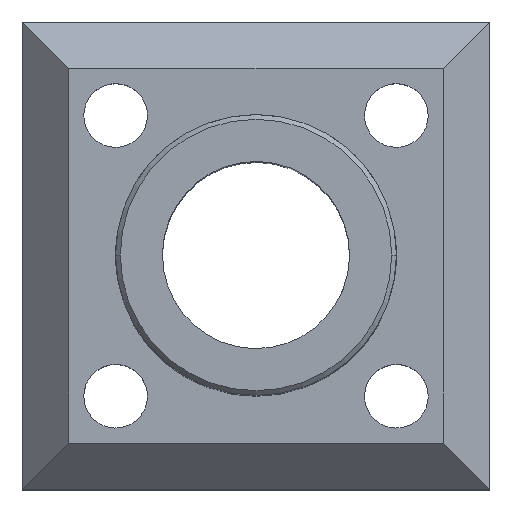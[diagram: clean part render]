
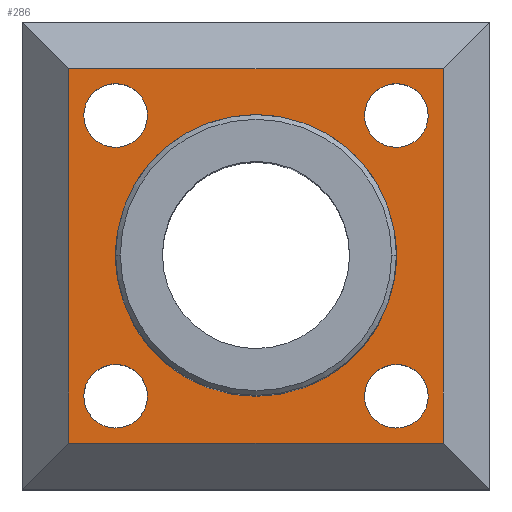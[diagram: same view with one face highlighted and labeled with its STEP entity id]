
A CAD part, top view. The second image highlights one B-rep face of the part: STEP entity #286.
In plain terms, the highlighted planar face has unit normal (0, 0, 1).
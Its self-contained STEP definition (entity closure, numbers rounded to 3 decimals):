
#157=CARTESIAN_POINT('Axis2P3D Location',(0.,0.,10.)) ;
#162=CARTESIAN_POINT('Line Origine',(20.,0.,10.)) ;
#166=CARTESIAN_POINT('Vertex',(20.,-20.,10.)) ;
#168=CARTESIAN_POINT('Vertex',(20.,20.,10.)) ;
#171=CARTESIAN_POINT('Line Origine',(0.,20.,10.)) ;
#175=CARTESIAN_POINT('Vertex',(-20.,20.,10.)) ;
#178=CARTESIAN_POINT('Line Origine',(-20.,0.,10.)) ;
#182=CARTESIAN_POINT('Vertex',(-20.,-20.,10.)) ;
#185=CARTESIAN_POINT('Line Origine',(0.,-20.,10.)) ;
#196=CARTESIAN_POINT('Axis2P3D Location',(15.,-15.,10.)) ;
#200=CARTESIAN_POINT('Vertex',(17.984,-13.37,10.)) ;
#202=CARTESIAN_POINT('Vertex',(12.016,-16.63,10.)) ;
#205=CARTESIAN_POINT('Axis2P3D Location',(15.,-15.,10.)) ;
#214=CARTESIAN_POINT('Axis2P3D Location',(0.,0.,10.)) ;
#218=CARTESIAN_POINT('Vertex',(15.,0.,10.)) ;
#220=CARTESIAN_POINT('Vertex',(-15.,0.,10.)) ;
#223=CARTESIAN_POINT('Axis2P3D Location',(0.,0.,10.)) ;
#232=CARTESIAN_POINT('Axis2P3D Location',(15.,15.,10.)) ;
#236=CARTESIAN_POINT('Vertex',(12.016,13.37,10.)) ;
#238=CARTESIAN_POINT('Vertex',(17.984,16.63,10.)) ;
#241=CARTESIAN_POINT('Axis2P3D Location',(15.,15.,10.)) ;
#250=CARTESIAN_POINT('Axis2P3D Location',(-15.,-15.,10.)) ;
#254=CARTESIAN_POINT('Vertex',(-17.984,-16.63,10.)) ;
#256=CARTESIAN_POINT('Vertex',(-12.016,-13.37,10.)) ;
#259=CARTESIAN_POINT('Axis2P3D Location',(-15.,-15.,10.)) ;
#268=CARTESIAN_POINT('Axis2P3D Location',(-15.,15.,10.)) ;
#272=CARTESIAN_POINT('Vertex',(-17.984,13.37,10.)) ;
#274=CARTESIAN_POINT('Vertex',(-12.016,16.63,10.)) ;
#277=CARTESIAN_POINT('Axis2P3D Location',(-15.,15.,10.)) ;
#158=DIRECTION('Axis2P3D Direction',(0.,0.,1.)) ;
#159=DIRECTION('Axis2P3D XDirection',(1.,0.,0.)) ;
#163=DIRECTION('Vector Direction',(0.,-1.,0.)) ;
#172=DIRECTION('Vector Direction',(-1.,0.,0.)) ;
#179=DIRECTION('Vector Direction',(0.,1.,0.)) ;
#186=DIRECTION('Vector Direction',(1.,0.,0.)) ;
#197=DIRECTION('Axis2P3D Direction',(0.,0.,1.)) ;
#206=DIRECTION('Axis2P3D Direction',(0.,0.,1.)) ;
#215=DIRECTION('Axis2P3D Direction',(0.,0.,1.)) ;
#224=DIRECTION('Axis2P3D Direction',(0.,0.,1.)) ;
#233=DIRECTION('Axis2P3D Direction',(0.,0.,1.)) ;
#242=DIRECTION('Axis2P3D Direction',(0.,0.,1.)) ;
#251=DIRECTION('Axis2P3D Direction',(0.,0.,1.)) ;
#260=DIRECTION('Axis2P3D Direction',(0.,0.,1.)) ;
#269=DIRECTION('Axis2P3D Direction',(0.,0.,1.)) ;
#278=DIRECTION('Axis2P3D Direction',(0.,0.,1.)) ;
#160=AXIS2_PLACEMENT_3D('Plane Axis2P3D',#157,#158,#159) ;
#198=AXIS2_PLACEMENT_3D('Circle Axis2P3D',#196,#197,$) ;
#207=AXIS2_PLACEMENT_3D('Circle Axis2P3D',#205,#206,$) ;
#216=AXIS2_PLACEMENT_3D('Circle Axis2P3D',#214,#215,$) ;
#225=AXIS2_PLACEMENT_3D('Circle Axis2P3D',#223,#224,$) ;
#234=AXIS2_PLACEMENT_3D('Circle Axis2P3D',#232,#233,$) ;
#243=AXIS2_PLACEMENT_3D('Circle Axis2P3D',#241,#242,$) ;
#252=AXIS2_PLACEMENT_3D('Circle Axis2P3D',#250,#251,$) ;
#261=AXIS2_PLACEMENT_3D('Circle Axis2P3D',#259,#260,$) ;
#270=AXIS2_PLACEMENT_3D('Circle Axis2P3D',#268,#269,$) ;
#279=AXIS2_PLACEMENT_3D('Circle Axis2P3D',#277,#278,$) ;
#191=ORIENTED_EDGE('',*,*,#170,.T.) ;
#192=ORIENTED_EDGE('',*,*,#177,.T.) ;
#193=ORIENTED_EDGE('',*,*,#184,.T.) ;
#194=ORIENTED_EDGE('',*,*,#189,.T.) ;
#211=ORIENTED_EDGE('',*,*,#204,.F.) ;
#212=ORIENTED_EDGE('',*,*,#209,.F.) ;
#229=ORIENTED_EDGE('',*,*,#222,.F.) ;
#230=ORIENTED_EDGE('',*,*,#227,.F.) ;
#247=ORIENTED_EDGE('',*,*,#240,.F.) ;
#248=ORIENTED_EDGE('',*,*,#245,.F.) ;
#265=ORIENTED_EDGE('',*,*,#258,.F.) ;
#266=ORIENTED_EDGE('',*,*,#263,.F.) ;
#283=ORIENTED_EDGE('',*,*,#276,.F.) ;
#284=ORIENTED_EDGE('',*,*,#281,.F.) ;
#213=FACE_BOUND('',#210,.T.) ;
#231=FACE_BOUND('',#228,.T.) ;
#249=FACE_BOUND('',#246,.T.) ;
#267=FACE_BOUND('',#264,.T.) ;
#285=FACE_BOUND('',#282,.T.) ;
#164=VECTOR('Line Direction',#163,1.) ;
#173=VECTOR('Line Direction',#172,1.) ;
#180=VECTOR('Line Direction',#179,1.) ;
#187=VECTOR('Line Direction',#186,1.) ;
#286=ADVANCED_FACE('\X2\96F64EF651E04F554F53\X0\',(#195,#213,#231,#249,#267,#285),#161,.T.) ;
#199=CIRCLE('generated circle',#198,3.4) ;
#208=CIRCLE('generated circle',#207,3.4) ;
#217=CIRCLE('generated circle',#216,15.) ;
#226=CIRCLE('generated circle',#225,15.) ;
#235=CIRCLE('generated circle',#234,3.4) ;
#244=CIRCLE('generated circle',#243,3.4) ;
#253=CIRCLE('generated circle',#252,3.4) ;
#262=CIRCLE('generated circle',#261,3.4) ;
#271=CIRCLE('generated circle',#270,3.4) ;
#280=CIRCLE('generated circle',#279,3.4) ;
#170=EDGE_CURVE('',#167,#169,#165,.F.) ;
#177=EDGE_CURVE('',#169,#176,#174,.T.) ;
#184=EDGE_CURVE('',#176,#183,#181,.F.) ;
#189=EDGE_CURVE('',#183,#167,#188,.T.) ;
#204=EDGE_CURVE('',#201,#203,#199,.T.) ;
#209=EDGE_CURVE('',#203,#201,#208,.T.) ;
#222=EDGE_CURVE('',#219,#221,#217,.T.) ;
#227=EDGE_CURVE('',#221,#219,#226,.T.) ;
#240=EDGE_CURVE('',#237,#239,#235,.T.) ;
#245=EDGE_CURVE('',#239,#237,#244,.T.) ;
#258=EDGE_CURVE('',#255,#257,#253,.T.) ;
#263=EDGE_CURVE('',#257,#255,#262,.T.) ;
#276=EDGE_CURVE('',#273,#275,#271,.T.) ;
#281=EDGE_CURVE('',#275,#273,#280,.T.) ;
#190=EDGE_LOOP('',(#191,#192,#193,#194)) ;
#210=EDGE_LOOP('',(#211,#212)) ;
#228=EDGE_LOOP('',(#229,#230)) ;
#246=EDGE_LOOP('',(#247,#248)) ;
#264=EDGE_LOOP('',(#265,#266)) ;
#282=EDGE_LOOP('',(#283,#284)) ;
#195=FACE_OUTER_BOUND('',#190,.T.) ;
#165=LINE('Line',#162,#164) ;
#174=LINE('Line',#171,#173) ;
#181=LINE('Line',#178,#180) ;
#188=LINE('Line',#185,#187) ;
#161=PLANE('',#160) ;
#167=VERTEX_POINT('',#166) ;
#169=VERTEX_POINT('',#168) ;
#176=VERTEX_POINT('',#175) ;
#183=VERTEX_POINT('',#182) ;
#201=VERTEX_POINT('',#200) ;
#203=VERTEX_POINT('',#202) ;
#219=VERTEX_POINT('',#218) ;
#221=VERTEX_POINT('',#220) ;
#237=VERTEX_POINT('',#236) ;
#239=VERTEX_POINT('',#238) ;
#255=VERTEX_POINT('',#254) ;
#257=VERTEX_POINT('',#256) ;
#273=VERTEX_POINT('',#272) ;
#275=VERTEX_POINT('',#274) ;
